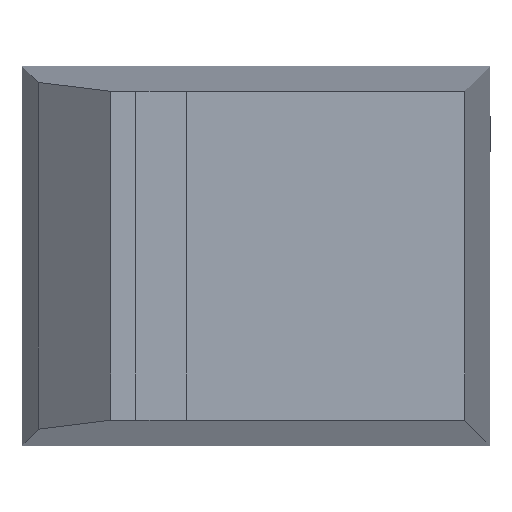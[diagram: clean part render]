
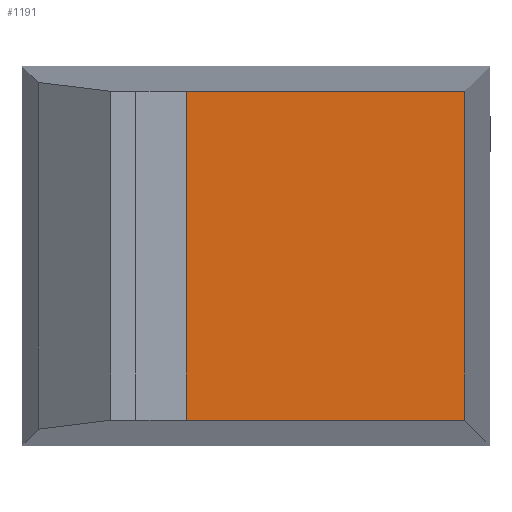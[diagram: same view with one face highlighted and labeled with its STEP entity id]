
A CAD part, top view. The second image highlights one B-rep face of the part: STEP entity #1191.
In plain terms, the highlighted planar face has unit normal (0, 0, 1).
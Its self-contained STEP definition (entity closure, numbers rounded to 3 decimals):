
#1017=CARTESIAN_POINT('',(-0.55,-1.3,2.1));
#1018=VERTEX_POINT('',#1017);
#1048=CARTESIAN_POINT('',(-0.55,1.3,2.1));
#1049=VERTEX_POINT('',#1048);
#1050=CARTESIAN_POINT('',(-0.55,1.3,2.1));
#1051=DIRECTION('',(0.0,-1.0,0.0));
#1052=VECTOR('',#1051,2.6);
#1053=LINE('',#1050,#1052);
#1054=EDGE_CURVE('',#1049,#1018,#1053,.T.);
#1161=CARTESIAN_POINT('',(0.0,0.,2.1));
#1162=DIRECTION('',(0.0,0.0,1.0));
#1163=DIRECTION('',(1.0,0.0,0.0));
#1164=AXIS2_PLACEMENT_3D('',#1161,#1162,#1163);
#1165=PLANE('',#1164);
#1166=ORIENTED_EDGE('',*,*,#1054,.T.);
#1167=CARTESIAN_POINT('',(1.65,-1.3,2.1));
#1168=VERTEX_POINT('',#1167);
#1169=CARTESIAN_POINT('',(1.65,-1.3,2.1));
#1170=DIRECTION('',(-1.0,0.0,0.0));
#1171=VECTOR('',#1170,2.2);
#1172=LINE('',#1169,#1171);
#1173=EDGE_CURVE('',#1168,#1018,#1172,.T.);
#1174=ORIENTED_EDGE('',*,*,#1173,.F.);
#1175=CARTESIAN_POINT('',(1.65,1.3,2.1));
#1176=VERTEX_POINT('',#1175);
#1177=CARTESIAN_POINT('',(1.65,1.3,2.1));
#1178=DIRECTION('',(0.0,-1.0,0.0));
#1179=VECTOR('',#1178,2.6);
#1180=LINE('',#1177,#1179);
#1181=EDGE_CURVE('',#1176,#1168,#1180,.T.);
#1182=ORIENTED_EDGE('',*,*,#1181,.F.);
#1183=CARTESIAN_POINT('',(-0.55,1.3,2.1));
#1184=DIRECTION('',(1.0,0.0,0.0));
#1185=VECTOR('',#1184,2.2);
#1186=LINE('',#1183,#1185);
#1187=EDGE_CURVE('',#1049,#1176,#1186,.T.);
#1188=ORIENTED_EDGE('',*,*,#1187,.F.);
#1189=EDGE_LOOP('',(#1166,#1174,#1182,#1188));
#1190=FACE_OUTER_BOUND('',#1189,.T.);
#1191=ADVANCED_FACE('',(#1190),#1165,.T.);
